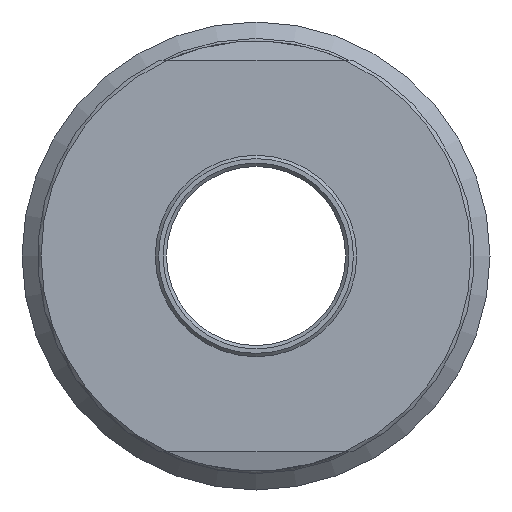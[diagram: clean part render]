
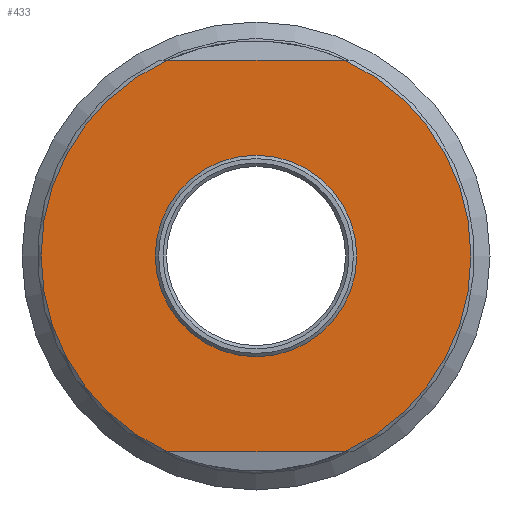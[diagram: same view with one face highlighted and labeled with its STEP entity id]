
A CAD part, left-side view. The second image highlights one B-rep face of the part: STEP entity #433.
In plain terms, the highlighted planar face has unit normal (-1, 0, 0).
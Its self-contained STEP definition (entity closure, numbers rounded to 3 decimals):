
#16=FACE_BOUND('',#112,.T.);
#27=CIRCLE('',#467,19.2);
#43=CIRCLE('',#493,9.);
#47=CIRCLE('',#500,19.2);
#85=FACE_OUTER_BOUND('',#111,.T.);
#111=EDGE_LOOP('',(#376,#377,#378,#379));
#112=EDGE_LOOP('',(#380));
#124=LINE('',#659,#145);
#130=LINE('',#712,#151);
#145=VECTOR('',#520,10.);
#151=VECTOR('',#532,10.);
#174=VERTEX_POINT('',#653);
#176=VERTEX_POINT('',#658);
#186=VERTEX_POINT('',#706);
#188=VERTEX_POINT('',#711);
#205=VERTEX_POINT('',#794);
#217=EDGE_CURVE('',#176,#174,#124,.T.);
#230=EDGE_CURVE('',#188,#186,#130,.T.);
#242=EDGE_CURVE('',#176,#186,#27,.T.);
#260=EDGE_CURVE('',#205,#205,#43,.T.);
#267=EDGE_CURVE('',#188,#174,#47,.T.);
#376=ORIENTED_EDGE('',*,*,#217,.T.);
#377=ORIENTED_EDGE('',*,*,#267,.F.);
#378=ORIENTED_EDGE('',*,*,#230,.T.);
#379=ORIENTED_EDGE('',*,*,#242,.F.);
#380=ORIENTED_EDGE('',*,*,#260,.T.);
#413=PLANE('',#501);
#433=ADVANCED_FACE('',(#85,#16),#413,.T.);
#467=AXIS2_PLACEMENT_3D('',#759,#544,#545);
#493=AXIS2_PLACEMENT_3D('',#795,#598,#599);
#500=AXIS2_PLACEMENT_3D('',#808,#615,#616);
#501=AXIS2_PLACEMENT_3D('',#809,#617,#618);
#520=DIRECTION('',(0.,1.,0.));
#532=DIRECTION('',(0.,-1.,0.));
#544=DIRECTION('center_axis',(1.,0.,0.));
#545=DIRECTION('ref_axis',(0.,-1.,0.));
#598=DIRECTION('center_axis',(1.,0.,0.));
#599=DIRECTION('ref_axis',(0.,0.,-1.));
#615=DIRECTION('center_axis',(1.,0.,0.));
#616=DIRECTION('ref_axis',(0.,-1.,0.));
#617=DIRECTION('center_axis',(-1.,0.,0.));
#618=DIRECTION('ref_axis',(0.,0.,1.));
#653=CARTESIAN_POINT('',(-18.5,7.899,17.5));
#658=CARTESIAN_POINT('',(-18.5,-7.899,17.5));
#659=CARTESIAN_POINT('',(-18.5,-9.276,17.5));
#706=CARTESIAN_POINT('',(-18.5,-7.899,-17.5));
#711=CARTESIAN_POINT('',(-18.5,7.899,-17.5));
#712=CARTESIAN_POINT('',(-18.5,26.771,-17.5));
#759=CARTESIAN_POINT('Origin',(-18.5,0.,0.));
#794=CARTESIAN_POINT('',(-18.5,-9.,0.));
#795=CARTESIAN_POINT('Origin',(-18.5,0.,0.));
#808=CARTESIAN_POINT('Origin',(-18.5,0.,0.));
#809=CARTESIAN_POINT('Origin',(-18.5,19.5,0.));
